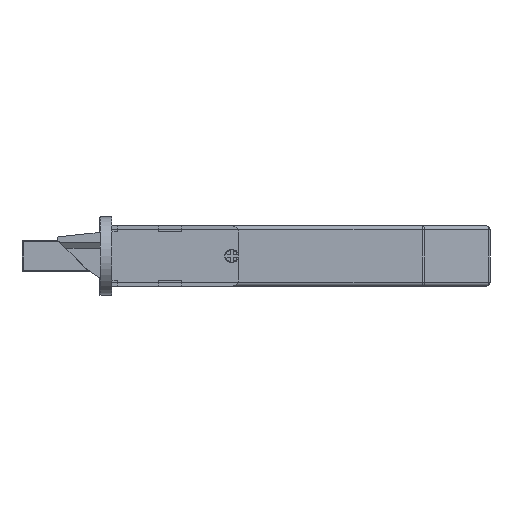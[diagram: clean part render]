
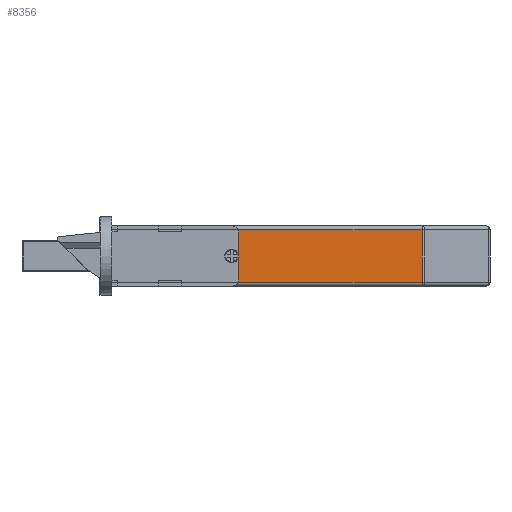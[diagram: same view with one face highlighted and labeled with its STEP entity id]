
A CAD part, front view. The second image highlights one B-rep face of the part: STEP entity #8356.
In plain terms, the highlighted planar face has unit normal (0, -1, 0).
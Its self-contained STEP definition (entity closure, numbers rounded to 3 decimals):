
#312 = EDGE_CURVE ( 'NONE', #827, #5554, #621, .T. ) ;
#621 = LINE ( 'NONE', #8565, #10064 ) ;
#693 = CARTESIAN_POINT ( 'NONE',  ( 93.586, -14.7, -1.75 ) ) ;
#781 = CARTESIAN_POINT ( 'NONE',  ( 14., -14.7, 12.75 ) ) ;
#827 = VERTEX_POINT ( 'NONE', #8923 ) ;
#1258 = EDGE_CURVE ( 'NONE', #3818, #7442, #7869, .T. ) ;
#1262 = DIRECTION ( 'NONE',  ( 1., 0., 0. ) ) ;
#1319 = AXIS2_PLACEMENT_3D ( 'NONE', #6585, #4868, #4968 ) ;
#1423 = VECTOR ( 'NONE', #3939, 1000. ) ;
#1451 = EDGE_LOOP ( 'NONE', ( #2243, #9403, #5512, #4701 ) ) ;
#1478 = CARTESIAN_POINT ( 'NONE',  ( 44.75, -14.7, 7.75 ) ) ;
#1738 = DIRECTION ( 'NONE',  ( 0., 0., 1. ) ) ;
#1782 = EDGE_CURVE ( 'NONE', #7522, #9137, #8252, .T. ) ;
#1797 = VECTOR ( 'NONE', #6570, 1000. ) ;
#2037 = CARTESIAN_POINT ( 'NONE',  ( 14., -14.7, -1.75 ) ) ;
#2243 = ORIENTED_EDGE ( 'NONE', *, *, #3027, .F. ) ;
#2625 = CARTESIAN_POINT ( 'NONE',  ( 14., -14.7, -1.75 ) ) ;
#2876 = FACE_BOUND ( 'NONE', #6390, .T. ) ;
#3027 = EDGE_CURVE ( 'NONE', #827, #7442, #7892, .T. ) ;
#3032 = AXIS2_PLACEMENT_3D ( 'NONE', #8762, #8559, #9542 ) ;
#3193 = CARTESIAN_POINT ( 'NONE',  ( 93.586, -14.7, 12.75 ) ) ;
#3234 = CARTESIAN_POINT ( 'NONE',  ( 93.586, -14.7, -0.75 ) ) ;
#3581 = PLANE ( 'NONE',  #8509 ) ;
#3818 = VERTEX_POINT ( 'NONE', #3193 ) ;
#3939 = DIRECTION ( 'NONE',  ( 0., 0., 1. ) ) ;
#4357 = FACE_OUTER_BOUND ( 'NONE', #1451, .T. ) ;
#4701 = ORIENTED_EDGE ( 'NONE', *, *, #1258, .T. ) ;
#4868 = DIRECTION ( 'NONE',  ( 0., -1., 0. ) ) ;
#4968 = DIRECTION ( 'NONE',  ( 0., 0., -1. ) ) ;
#5085 = CARTESIAN_POINT ( 'NONE',  ( 44.75, -14.7, 4.25 ) ) ;
#5410 = EDGE_CURVE ( 'NONE', #9137, #7522, #8962, .T. ) ;
#5512 = ORIENTED_EDGE ( 'NONE', *, *, #9780, .T. ) ;
#5554 = VERTEX_POINT ( 'NONE', #3234 ) ;
#5956 = ORIENTED_EDGE ( 'NONE', *, *, #5410, .F. ) ;
#6390 = EDGE_LOOP ( 'NONE', ( #5956, #7510 ) ) ;
#6570 = DIRECTION ( 'NONE',  ( -1., 0., 0. ) ) ;
#6585 = CARTESIAN_POINT ( 'NONE',  ( 44.75, -14.7, 6. ) ) ;
#6870 = DIRECTION ( 'NONE',  ( 1., 0., 0. ) ) ;
#7120 = VECTOR ( 'NONE', #1738, 1000. ) ;
#7442 = VERTEX_POINT ( 'NONE', #8469 ) ;
#7510 = ORIENTED_EDGE ( 'NONE', *, *, #1782, .F. ) ;
#7522 = VERTEX_POINT ( 'NONE', #1478 ) ;
#7527 = DIRECTION ( 'NONE',  ( 0., -1., 0. ) ) ;
#7778 = LINE ( 'NONE', #693, #1423 ) ;
#7869 = LINE ( 'NONE', #781, #1797 ) ;
#7892 = LINE ( 'NONE', #2625, #7120 ) ;
#8252 = CIRCLE ( 'NONE', #1319, 1.75 ) ;
#8356 = ADVANCED_FACE ( 'NONE', ( #2876, #4357 ), #3581, .T. ) ;
#8469 = CARTESIAN_POINT ( 'NONE',  ( 14., -14.7, 12.75 ) ) ;
#8509 = AXIS2_PLACEMENT_3D ( 'NONE', #2037, #7527, #1262 ) ;
#8559 = DIRECTION ( 'NONE',  ( 0., -1., 0. ) ) ;
#8565 = CARTESIAN_POINT ( 'NONE',  ( 94., -14.7, -0.75 ) ) ;
#8762 = CARTESIAN_POINT ( 'NONE',  ( 44.75, -14.7, 6. ) ) ;
#8923 = CARTESIAN_POINT ( 'NONE',  ( 14., -14.7, -0.75 ) ) ;
#8962 = CIRCLE ( 'NONE', #3032, 1.75 ) ;
#9137 = VERTEX_POINT ( 'NONE', #5085 ) ;
#9403 = ORIENTED_EDGE ( 'NONE', *, *, #312, .T. ) ;
#9542 = DIRECTION ( 'NONE',  ( 0., 0., -1. ) ) ;
#9780 = EDGE_CURVE ( 'NONE', #5554, #3818, #7778, .T. ) ;
#10064 = VECTOR ( 'NONE', #6870, 1000. ) ;
